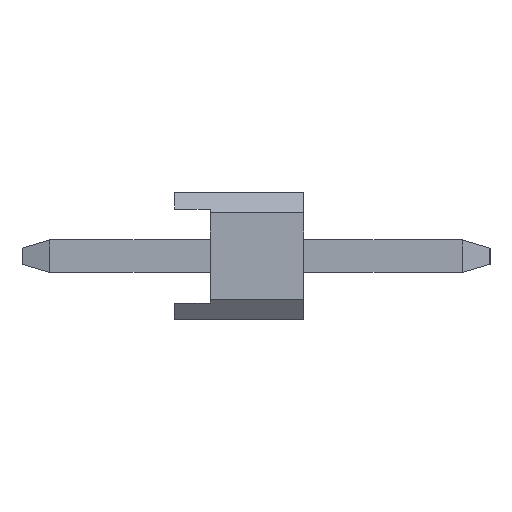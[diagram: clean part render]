
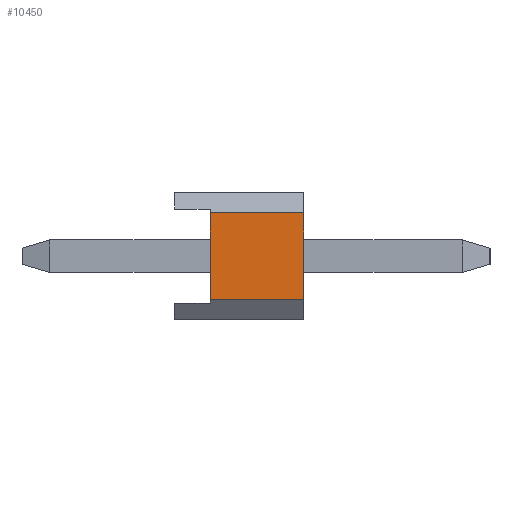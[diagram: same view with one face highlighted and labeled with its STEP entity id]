
A CAD part, left-side view. The second image highlights one B-rep face of the part: STEP entity #10450.
In plain terms, the highlighted planar face has unit normal (-1, 0, 0).
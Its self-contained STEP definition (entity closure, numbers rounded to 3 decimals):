
#5632=VERTEX_POINT('',#16140);
#6584=EDGE_CURVE('',#14648,#12872,#17184,.T.);
#7510=VERTEX_POINT('',#18205);
#9866=EDGE_CURVE('',#12872,#7510,#20809,.T.);
#10450=ADVANCED_FACE('',(#21445),#21446,.T.);
#10826=EDGE_CURVE('',#5632,#7510,#21854,.T.);
#12872=VERTEX_POINT('',#24150);
#13868=EDGE_CURVE('',#5632,#14648,#25263,.T.);
#14648=VERTEX_POINT('',#26120);
#16140=CARTESIAN_POINT('',(-43.08,-0.7,0.851));
#17184=LINE('',#29404,#29405);
#18205=CARTESIAN_POINT('',(-43.08,-2.54,0.851));
#20809=LINE('',#34681,#34682);
#21445=FACE_OUTER_BOUND('',#35614,.T.);
#21446=PLANE('',#35615);
#21854=LINE('',#36222,#36223);
#24150=CARTESIAN_POINT('',(-43.08,-2.54,-0.851));
#25263=LINE('',#41039,#41040);
#26120=CARTESIAN_POINT('',(-43.08,-0.7,-0.851));
#29404=CARTESIAN_POINT('',(-43.08,0.,-0.851));
#29405=VECTOR('',#45388,1.0);
#34681=CARTESIAN_POINT('',(-43.08,-2.54,0.851));
#34682=VECTOR('',#49158,1.0);
#35614=EDGE_LOOP('',(#49740,#49741,#49742,#49743));
#35615=AXIS2_PLACEMENT_3D('',#49744,#49745,#49746);
#36222=CARTESIAN_POINT('',(-43.08,0.,0.851));
#36223=VECTOR('',#50108,1.0);
#41039=CARTESIAN_POINT('',(-43.08,-0.7,-0.426));
#41040=VECTOR('',#53960,1.0);
#45388=DIRECTION('',(0.0,-1.0,0.));
#49158=DIRECTION('',(0.0,0.,1.0));
#49740=ORIENTED_EDGE('',*,*,#13868,.T.);
#49741=ORIENTED_EDGE('',*,*,#6584,.T.);
#49742=ORIENTED_EDGE('',*,*,#9866,.T.);
#49743=ORIENTED_EDGE('',*,*,#10826,.F.);
#49744=CARTESIAN_POINT('',(-43.08,0.,-0.851));
#49745=DIRECTION('',(-1.0,0.0,0.0));
#49746=DIRECTION('',(0.0,0.,-1.0));
#50108=DIRECTION('',(0.0,-1.0,0.));
#53960=DIRECTION('',(0.0,0.,-1.0));
